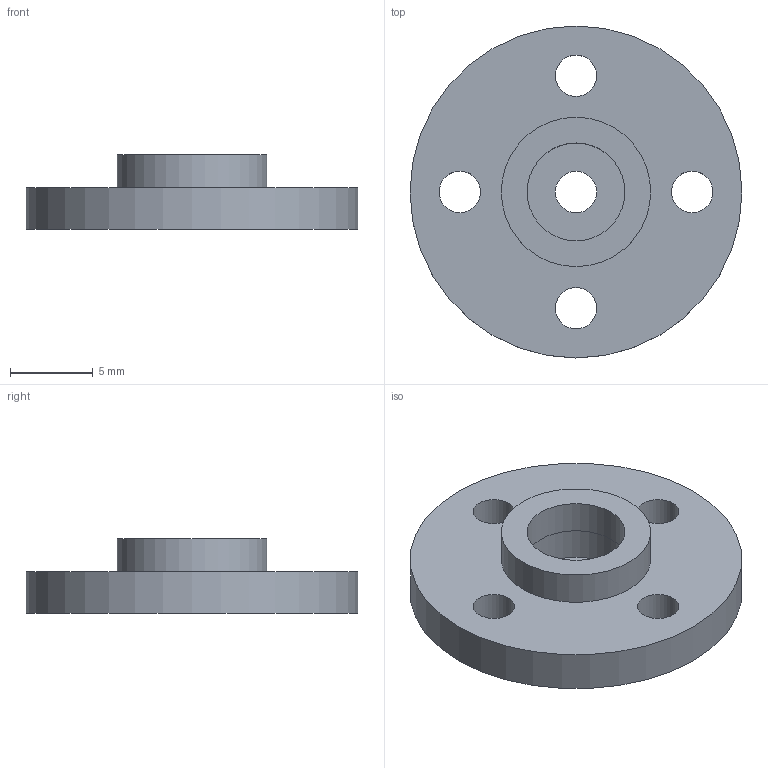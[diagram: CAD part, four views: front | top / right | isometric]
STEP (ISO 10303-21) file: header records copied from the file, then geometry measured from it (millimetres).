
FILE_DESCRIPTION( ('This file contains a STEP AP42 implementation' ,'as created by ZW3D STEP Interface translator.' ,'') ,'2;1' );
FILE_NAME( '25t嗆攫.stp' ,'25 1 6.215021', (''), ('ZWCAD Software Co.'), 'Version 1.0', 'ZW3D to STEP translator', '' );
FILE_SCHEMA(('AUTOMOTIVE_DESIGN { 1 0 10303 214 1 1 1 1 }'));
Length unit declared in the file: millimetre
Products named in the file (1): 0
Bounding box: 20 x 20 x 4.5 mm (x, y, z)
Volume: 752.9 mm3; surface area: 1021.5 mm2
Topology: 2 solids, 2 shells, 14 faces, 34 edges, 25 vertices
Faces by surface type: cylinder 9, plane 5
Full cylindrical faces by diameter (mm): 2.5 x5, 5.9 x2, 9 x1, 20 x1
Entity records: 481 total; most frequent: DIRECTION 89, CARTESIAN_POINT 67, ORIENTED_EDGE 54, AXIS2_PLACEMENT_3D 40, EDGE_CURVE 27, EDGE_LOOP 27, CIRCLE 25, VERTEX_POINT 18
